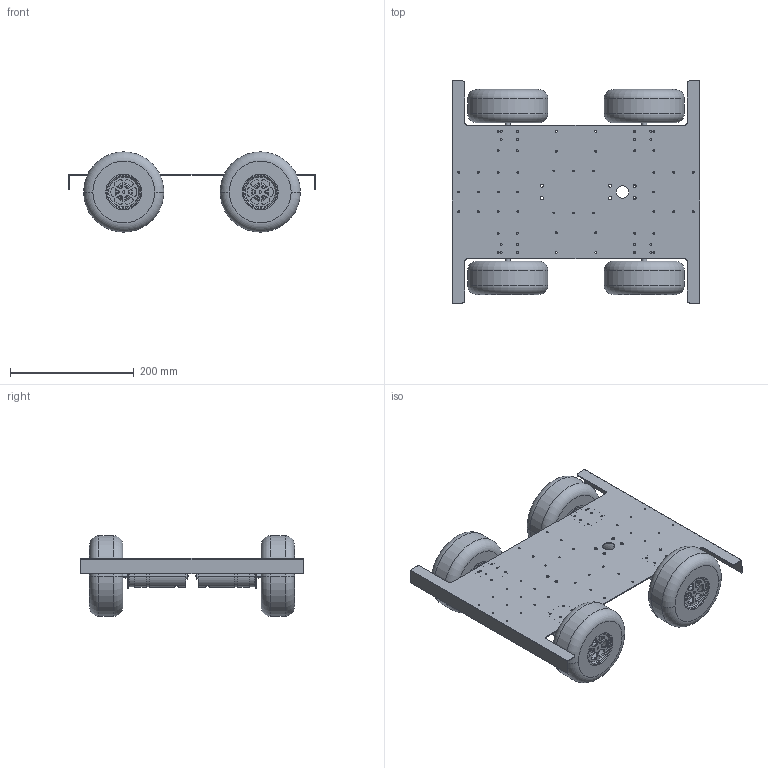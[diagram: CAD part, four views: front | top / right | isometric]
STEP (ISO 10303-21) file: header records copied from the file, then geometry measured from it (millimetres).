
FILE_DESCRIPTION (( 'STEP AP214' ), '1' );
FILE_NAME ('價插陬.STEP', '2020-05-24T04:17:44', ( '' ), ( '' ), 'SwSTEP 2.0', 'SolidWorks 2016', '' );
FILE_SCHEMA (( 'AUTOMOTIVE_DESIGN' ));
Length unit declared in the file: millimetre
Products named in the file (9): 價插陬; 萇儂YG36-555; ̥Ƥ; 謫麇え; 謫麇; 鞠褒薊粣ん; 謫炵; 價插陬鍼踢; 萇儂釱
Assembly tree (11 placements, depth 3):
  價插陬
    價插陬鍼踢
    謫炵  x4
      萇儂YG36-555
      萇儂釱
      鞠褒薊粣ん
      謫麇
      ̥Ƥ
      謫麇え
Bounding box: 400.16 x 360 x 130 mm (x, y, z)
Volume: 2673065.4 mm3; surface area: 661849.2 mm2
Topology: 25 solids, 25 shells, 1162 faces, 2904 edges, 1896 vertices
Faces by surface type: cylinder 708, plane 302, cone 120, torus 32
Entity records: 14842 total; most frequent: CARTESIAN_POINT 2837, DIRECTION 2518, ORIENTED_EDGE 2172, EDGE_CURVE 1086, AXIS2_PLACEMENT_3D 1045, VERTEX_POINT 714, EDGE_LOOP 626, CIRCLE 618
